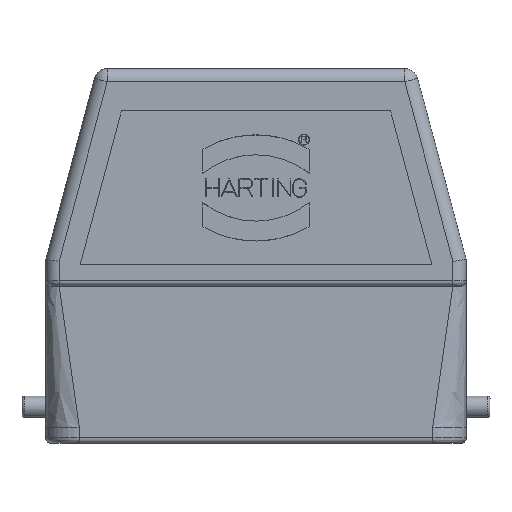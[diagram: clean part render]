
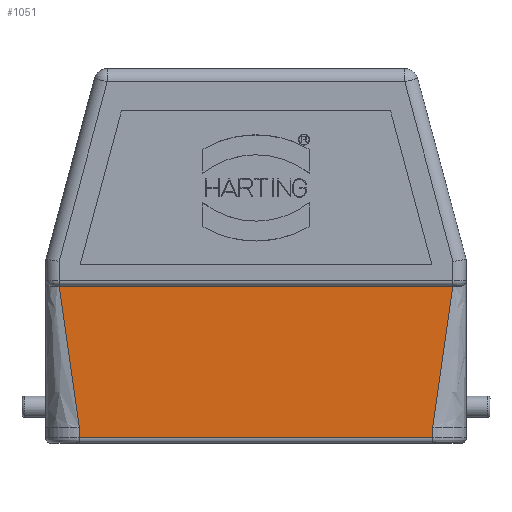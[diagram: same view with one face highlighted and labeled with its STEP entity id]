
A CAD part, top view. The second image highlights one B-rep face of the part: STEP entity #1051.
In plain terms, the highlighted planar face has unit normal (0, 0, 1).
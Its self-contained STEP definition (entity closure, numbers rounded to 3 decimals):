
#1051=ADVANCED_FACE('',(#1412),#1227,.T.);
#1227=PLANE('',#5216);
#1412=FACE_OUTER_BOUND('',#1676,.T.);
#1676=EDGE_LOOP('',(#3517,#3518,#3519,#3520,#3521,#3522));
#2096=LINE('',#7881,#2512);
#2104=LINE('',#7911,#2520);
#2105=LINE('',#7920,#2521);
#2106=LINE('',#7922,#2522);
#2107=LINE('',#7924,#2523);
#2108=LINE('',#7926,#2524);
#2512=VECTOR('',#6229,1.);
#2520=VECTOR('',#6247,1.);
#2521=VECTOR('',#6250,1.);
#2522=VECTOR('',#6251,1.);
#2523=VECTOR('',#6252,1.);
#2524=VECTOR('',#6253,1.);
#3517=ORIENTED_EDGE('',*,*,#4598,.T.);
#3518=ORIENTED_EDGE('',*,*,#4599,.T.);
#3519=ORIENTED_EDGE('',*,*,#4600,.T.);
#3520=ORIENTED_EDGE('',*,*,#4601,.T.);
#3521=ORIENTED_EDGE('',*,*,#4596,.T.);
#3522=ORIENTED_EDGE('',*,*,#4585,.T.);
#4050=VERTEX_POINT('',#7880);
#4051=VERTEX_POINT('',#7882);
#4058=VERTEX_POINT('',#7912);
#4059=VERTEX_POINT('',#7921);
#4060=VERTEX_POINT('',#7923);
#4061=VERTEX_POINT('',#7925);
#4585=EDGE_CURVE('',#4051,#4050,#2096,.T.);
#4596=EDGE_CURVE('',#4058,#4051,#2104,.T.);
#4598=EDGE_CURVE('',#4050,#4059,#2105,.T.);
#4599=EDGE_CURVE('',#4059,#4060,#2106,.T.);
#4600=EDGE_CURVE('',#4060,#4061,#2107,.T.);
#4601=EDGE_CURVE('',#4061,#4058,#2108,.T.);
#5216=AXIS2_PLACEMENT_3D('',#7927,#6254,#6255);
#6229=DIRECTION('',(0.,-1.,0.));
#6247=DIRECTION('',(0.141,-0.99,0.));
#6250=DIRECTION('',(1.,0.,0.));
#6251=DIRECTION('',(0.,1.,0.));
#6252=DIRECTION('',(0.141,0.99,0.));
#6253=DIRECTION('',(-1.,0.,0.));
#6254=DIRECTION('',(0.,0.,1.));
#6255=DIRECTION('',(1.,0.,0.));
#7880=CARTESIAN_POINT('',(-33.3,-13.6,14.75));
#7881=CARTESIAN_POINT('',(-33.3,-11.6,14.75));
#7882=CARTESIAN_POINT('',(-33.3,-11.6,14.75));
#7911=CARTESIAN_POINT('',(-37.1,15.,14.75));
#7912=CARTESIAN_POINT('',(-37.1,15.,14.75));
#7920=CARTESIAN_POINT('',(-33.3,-13.6,14.75));
#7921=CARTESIAN_POINT('',(33.3,-13.6,14.75));
#7922=CARTESIAN_POINT('',(33.3,-13.6,14.75));
#7923=CARTESIAN_POINT('',(33.3,-11.6,14.75));
#7924=CARTESIAN_POINT('',(33.3,-11.6,14.75));
#7925=CARTESIAN_POINT('',(37.1,15.,14.75));
#7926=CARTESIAN_POINT('',(37.1,15.,14.75));
#7927=CARTESIAN_POINT('',(-39.7,-14.7,14.75));
